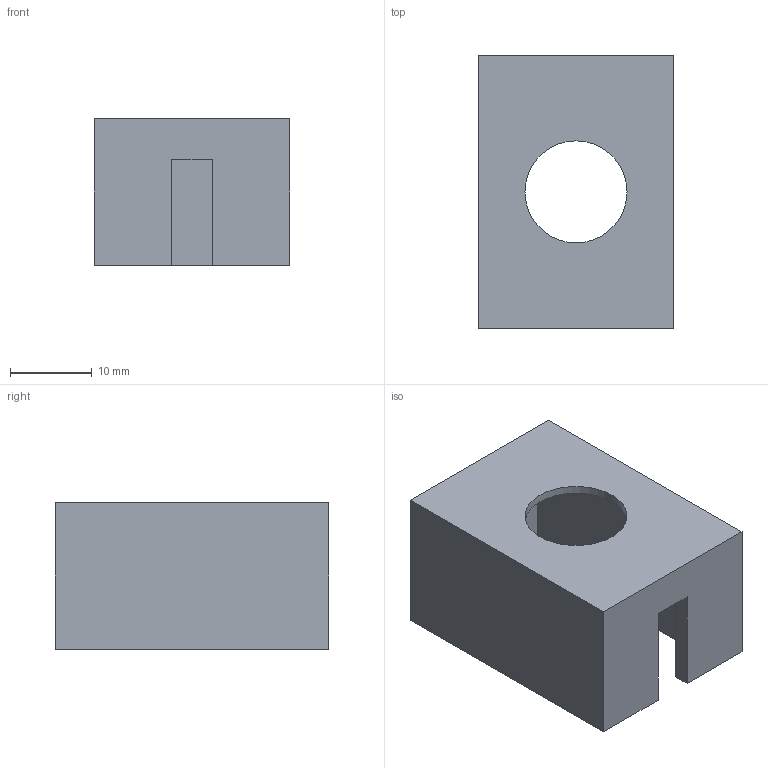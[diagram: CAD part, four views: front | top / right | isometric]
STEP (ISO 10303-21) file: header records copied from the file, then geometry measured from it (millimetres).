
FILE_DESCRIPTION(/* description */ (''),/* implementation_level */ '2;1');
FILE_NAME(/* name */ 'Toggle Box - 2mm screws v2.step',/* time_stamp */ '2021-08-22T07:32:24+10:00',/* author */ (''),/* organization */ (''),/* preprocessor_version */ 'ST-DEVELOPER v18.1',/* originating_system */ 'Autodesk Translation Framework v10.9.0.1377',/* authorisation */ '');
FILE_SCHEMA (('AUTOMOTIVE_DESIGN { 1 0 10303 214 3 1 1 }'));
Length unit declared in the file: millimetre
Products named in the file (1): Toggle Box - 2mm screws
Bounding box: 24 x 33.5 x 18 mm (x, y, z)
Volume: 6124.6 mm3; surface area: 5129.3 mm2
Topology: 1 solids, 1 shells, 23 faces, 51 edges, 34 vertices
Faces by surface type: plane 18, cylinder 5
Full cylindrical faces by diameter (mm): 1.5 x4, 12.5 x1
Entity records: 672 total; most frequent: DIRECTION 109, CARTESIAN_POINT 109, ORIENTED_EDGE 102, EDGE_CURVE 51, LINE 41, VECTOR 41, VERTEX_POINT 34, AXIS2_PLACEMENT_3D 34
